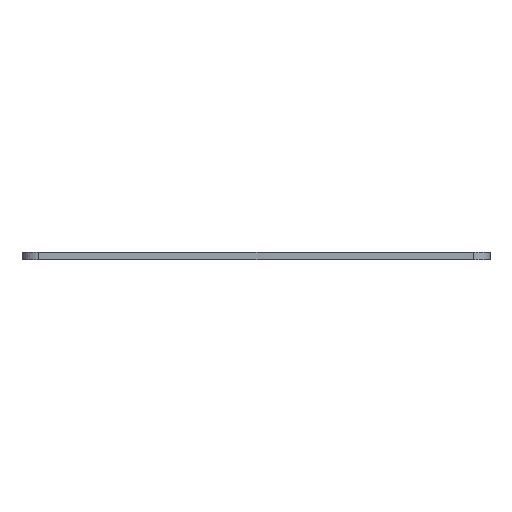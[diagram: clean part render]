
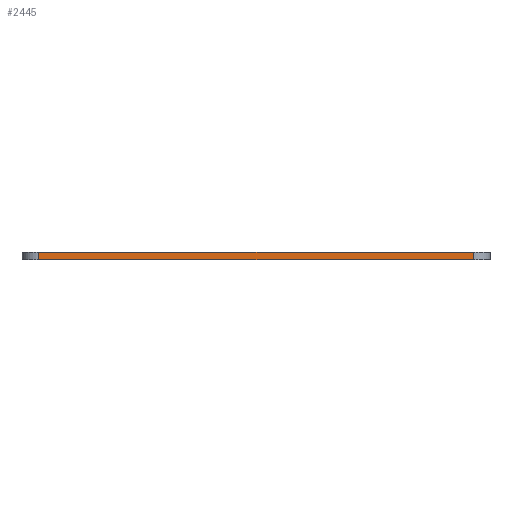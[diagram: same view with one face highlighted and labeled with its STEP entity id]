
A CAD part, left-side view. The second image highlights one B-rep face of the part: STEP entity #2445.
In plain terms, the highlighted planar face has unit normal (-1, 0, 0).
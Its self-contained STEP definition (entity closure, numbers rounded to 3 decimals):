
#369=FACE_OUTER_BOUND('',#489,.T.);
#489=EDGE_LOOP('',(#2031,#2032,#2033,#2034));
#751=LINE('',#4130,#973);
#752=LINE('',#4133,#974);
#753=LINE('',#4135,#975);
#754=LINE('',#4136,#976);
#973=VECTOR('',#3415,10.);
#974=VECTOR('',#3418,10.);
#975=VECTOR('',#3419,10.);
#976=VECTOR('',#3420,10.);
#1209=VERTEX_POINT('',#4126);
#1210=VERTEX_POINT('',#4128);
#1211=VERTEX_POINT('',#4132);
#1212=VERTEX_POINT('',#4134);
#1561=EDGE_CURVE('',#1209,#1210,#751,.T.);
#1562=EDGE_CURVE('',#1211,#1209,#752,.T.);
#1563=EDGE_CURVE('',#1212,#1210,#753,.T.);
#1564=EDGE_CURVE('',#1211,#1212,#754,.T.);
#2031=ORIENTED_EDGE('',*,*,#1562,.T.);
#2032=ORIENTED_EDGE('',*,*,#1561,.T.);
#2033=ORIENTED_EDGE('',*,*,#1563,.F.);
#2034=ORIENTED_EDGE('',*,*,#1564,.F.);
#2326=PLANE('',#2697);
#2445=ADVANCED_FACE('',(#369),#2326,.T.);
#2697=AXIS2_PLACEMENT_3D('',#4131,#3416,#3417);
#3415=DIRECTION('',(0.,0.,1.));
#3416=DIRECTION('center_axis',(-1.,0.,0.));
#3417=DIRECTION('ref_axis',(0.,-1.,0.));
#3418=DIRECTION('',(0.,-1.,0.));
#3419=DIRECTION('',(0.,-1.,0.));
#3420=DIRECTION('',(0.,0.,1.));
#4126=CARTESIAN_POINT('',(32.737,-152.867,0.));
#4128=CARTESIAN_POINT('',(32.737,-152.867,2.));
#4130=CARTESIAN_POINT('',(32.737,-152.867,0.));
#4131=CARTESIAN_POINT('Origin',(32.737,-29.042,0.));
#4132=CARTESIAN_POINT('',(32.737,-29.042,0.));
#4133=CARTESIAN_POINT('',(32.737,-29.042,0.));
#4134=CARTESIAN_POINT('',(32.737,-29.042,2.));
#4135=CARTESIAN_POINT('',(32.737,-29.042,2.));
#4136=CARTESIAN_POINT('',(32.737,-29.042,0.));
